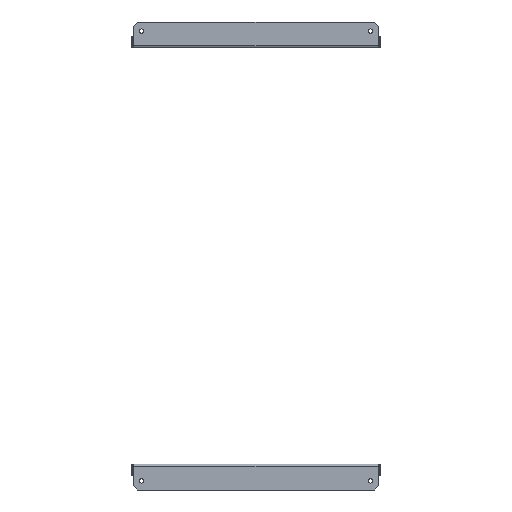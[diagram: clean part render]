
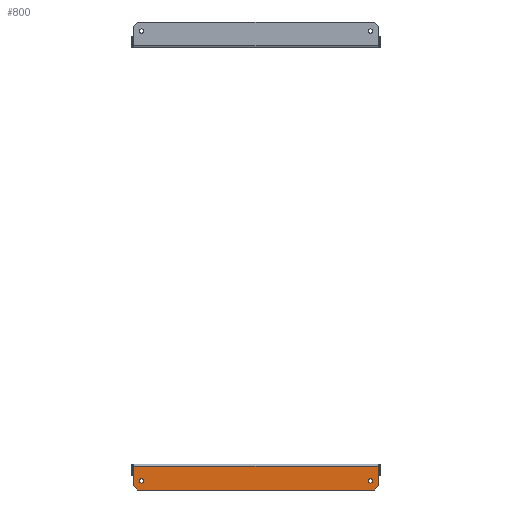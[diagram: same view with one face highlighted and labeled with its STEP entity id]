
A CAD part, left-side view. The second image highlights one B-rep face of the part: STEP entity #800.
In plain terms, the highlighted planar face has unit normal (-1, 0, 0).
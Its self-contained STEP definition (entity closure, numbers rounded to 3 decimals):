
#65 = CIRCLE ( 'NONE', #5147, 2.75 ) ;
#66 = DIRECTION ( 'NONE',  ( 1., 0., 0. ) ) ;
#159 = LINE ( 'NONE', #3893, #3330 ) ;
#199 = CARTESIAN_POINT ( 'NONE',  ( -148.5, -137.5, -22.75 ) ) ;
#604 = CARTESIAN_POINT ( 'NONE',  ( -148.5, -147., -31. ) ) ;
#719 = EDGE_CURVE ( 'NONE', #3176, #4134, #5287, .T. ) ;
#800 = ADVANCED_FACE ( 'NONE', ( #2148, #7489, #10960 ), #4870, .T. ) ;
#834 = EDGE_CURVE ( 'NONE', #8886, #4134, #4018, .T. ) ;
#844 = DIRECTION ( 'NONE',  ( 0., 1., 0. ) ) ;
#940 = EDGE_CURVE ( 'NONE', #9230, #5848, #3428, .T. ) ;
#1079 = VERTEX_POINT ( 'NONE', #9737 ) ;
#1229 = ORIENTED_EDGE ( 'NONE', *, *, #8147, .T. ) ;
#1272 = CIRCLE ( 'NONE', #6902, 2.75 ) ;
#1278 = DIRECTION ( 'NONE',  ( 0., 0., 1. ) ) ;
#1291 = ORIENTED_EDGE ( 'NONE', *, *, #3374, .T. ) ;
#1311 = CIRCLE ( 'NONE', #4572, 2.75 ) ;
#1416 = ORIENTED_EDGE ( 'NONE', *, *, #10704, .F. ) ;
#1545 = EDGE_LOOP ( 'NONE', ( #1291, #3780 ) ) ;
#1620 = CARTESIAN_POINT ( 'NONE',  ( -148.5, -137.5, -17.25 ) ) ;
#1646 = ORIENTED_EDGE ( 'NONE', *, *, #3172, .F. ) ;
#1779 = ORIENTED_EDGE ( 'NONE', *, *, #4479, .T. ) ;
#1807 = DIRECTION ( 'NONE',  ( -1., 0., 0. ) ) ;
#1810 = VECTOR ( 'NONE', #2892, 1000. ) ;
#1836 = EDGE_CURVE ( 'NONE', #3692, #9510, #1272, .T. ) ;
#1960 = CARTESIAN_POINT ( 'NONE',  ( -148.5, -137.5, -20. ) ) ;
#2148 = FACE_BOUND ( 'NONE', #1545, .T. ) ;
#2222 = LINE ( 'NONE', #5694, #9876 ) ;
#2261 = ORIENTED_EDGE ( 'NONE', *, *, #4407, .F. ) ;
#2667 = DIRECTION ( 'NONE',  ( 0., 0., 1. ) ) ;
#2892 = DIRECTION ( 'NONE',  ( 0., 0., 1. ) ) ;
#3159 = DIRECTION ( 'NONE',  ( 0., 0., -1. ) ) ;
#3172 = EDGE_CURVE ( 'NONE', #9442, #10425, #4072, .T. ) ;
#3176 = VERTEX_POINT ( 'NONE', #11069 ) ;
#3330 = VECTOR ( 'NONE', #9011, 1000. ) ;
#3338 = CARTESIAN_POINT ( 'NONE',  ( -148.5, 137.5, -17.25 ) ) ;
#3374 = EDGE_CURVE ( 'NONE', #9510, #3692, #1311, .T. ) ;
#3428 = CIRCLE ( 'NONE', #9777, 2.75 ) ;
#3559 = DIRECTION ( 'NONE',  ( 0., 0., 1. ) ) ;
#3692 = VERTEX_POINT ( 'NONE', #199 ) ;
#3776 = DIRECTION ( 'NONE',  ( 1., 0., 0. ) ) ;
#3780 = ORIENTED_EDGE ( 'NONE', *, *, #1836, .T. ) ;
#3893 = CARTESIAN_POINT ( 'NONE',  ( -148.5, -86.5, -86.5 ) ) ;
#3912 = CARTESIAN_POINT ( 'NONE',  ( -148.5, 0., -2.5 ) ) ;
#4018 = LINE ( 'NONE', #3912, #10874 ) ;
#4072 = LINE ( 'NONE', #5955, #9466 ) ;
#4134 = VERTEX_POINT ( 'NONE', #8186 ) ;
#4163 = AXIS2_PLACEMENT_3D ( 'NONE', #10043, #7326, #6414 ) ;
#4407 = EDGE_CURVE ( 'NONE', #5848, #9230, #65, .T. ) ;
#4479 = EDGE_CURVE ( 'NONE', #9442, #1079, #159, .T. ) ;
#4521 = EDGE_LOOP ( 'NONE', ( #2261, #5630 ) ) ;
#4537 = CARTESIAN_POINT ( 'NONE',  ( -148.5, -147., -2.5 ) ) ;
#4572 = AXIS2_PLACEMENT_3D ( 'NONE', #1960, #3776, #1278 ) ;
#4675 = ORIENTED_EDGE ( 'NONE', *, *, #719, .F. ) ;
#4711 = EDGE_LOOP ( 'NONE', ( #4675, #1229, #1646, #1779, #1416, #6619 ) ) ;
#4870 = PLANE ( 'NONE',  #4163 ) ;
#5128 = DIRECTION ( 'NONE',  ( 0., -0.707, -0.707 ) ) ;
#5147 = AXIS2_PLACEMENT_3D ( 'NONE', #8847, #1807, #2667 ) ;
#5287 = LINE ( 'NONE', #7166, #1810 ) ;
#5630 = ORIENTED_EDGE ( 'NONE', *, *, #940, .F. ) ;
#5674 = DIRECTION ( 'NONE',  ( 0., 1., 0. ) ) ;
#5694 = CARTESIAN_POINT ( 'NONE',  ( -148.5, 86.5, -86.5 ) ) ;
#5714 = LINE ( 'NONE', #604, #9532 ) ;
#5848 = VERTEX_POINT ( 'NONE', #3338 ) ;
#5955 = CARTESIAN_POINT ( 'NONE',  ( -148.5, 147., -31. ) ) ;
#6414 = DIRECTION ( 'NONE',  ( 0., 0., 1. ) ) ;
#6619 = ORIENTED_EDGE ( 'NONE', *, *, #834, .T. ) ;
#6885 = CARTESIAN_POINT ( 'NONE',  ( -148.5, -137.5, -20. ) ) ;
#6902 = AXIS2_PLACEMENT_3D ( 'NONE', #6885, #66, #10229 ) ;
#7166 = CARTESIAN_POINT ( 'NONE',  ( -148.5, 147., -1.5 ) ) ;
#7326 = DIRECTION ( 'NONE',  ( -1., 0., 0. ) ) ;
#7489 = FACE_BOUND ( 'NONE', #4521, .T. ) ;
#8147 = EDGE_CURVE ( 'NONE', #3176, #10425, #2222, .T. ) ;
#8186 = CARTESIAN_POINT ( 'NONE',  ( -148.5, 147., -2.5 ) ) ;
#8377 = CARTESIAN_POINT ( 'NONE',  ( -148.5, -142., -31. ) ) ;
#8689 = CARTESIAN_POINT ( 'NONE',  ( -148.5, 142., -31. ) ) ;
#8783 = DIRECTION ( 'NONE',  ( -1., 0., 0. ) ) ;
#8847 = CARTESIAN_POINT ( 'NONE',  ( -148.5, 137.5, -20. ) ) ;
#8886 = VERTEX_POINT ( 'NONE', #4537 ) ;
#9011 = DIRECTION ( 'NONE',  ( 0., -0.707, 0.707 ) ) ;
#9230 = VERTEX_POINT ( 'NONE', #11241 ) ;
#9442 = VERTEX_POINT ( 'NONE', #8377 ) ;
#9466 = VECTOR ( 'NONE', #844, 1000. ) ;
#9510 = VERTEX_POINT ( 'NONE', #1620 ) ;
#9532 = VECTOR ( 'NONE', #3159, 1000. ) ;
#9579 = CARTESIAN_POINT ( 'NONE',  ( -148.5, 137.5, -20. ) ) ;
#9737 = CARTESIAN_POINT ( 'NONE',  ( -148.5, -147., -26. ) ) ;
#9777 = AXIS2_PLACEMENT_3D ( 'NONE', #9579, #8783, #3559 ) ;
#9876 = VECTOR ( 'NONE', #5128, 1000. ) ;
#10043 = CARTESIAN_POINT ( 'NONE',  ( -148.5, 0., 0. ) ) ;
#10229 = DIRECTION ( 'NONE',  ( 0., 0., 1. ) ) ;
#10425 = VERTEX_POINT ( 'NONE', #8689 ) ;
#10704 = EDGE_CURVE ( 'NONE', #8886, #1079, #5714, .T. ) ;
#10874 = VECTOR ( 'NONE', #5674, 1000. ) ;
#10960 = FACE_OUTER_BOUND ( 'NONE', #4711, .T. ) ;
#11069 = CARTESIAN_POINT ( 'NONE',  ( -148.5, 147., -26. ) ) ;
#11241 = CARTESIAN_POINT ( 'NONE',  ( -148.5, 137.5, -22.75 ) ) ;
